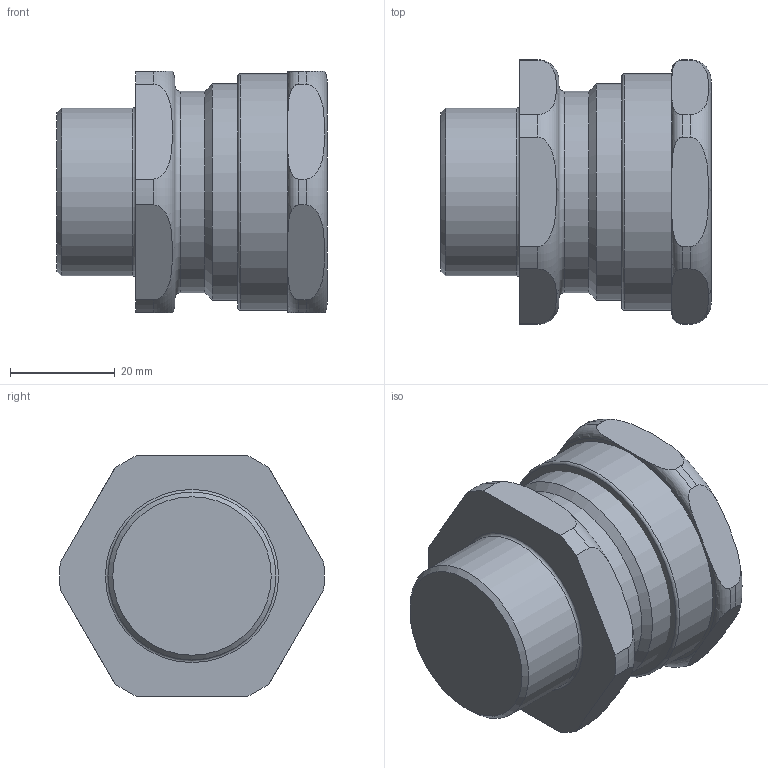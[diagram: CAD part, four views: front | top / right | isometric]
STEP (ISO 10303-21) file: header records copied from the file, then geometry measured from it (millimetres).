
FILE_DESCRIPTION(/* description */ (''),/* implementation_level */ '2;1');
FILE_NAME(/* name */ '501 421 C.stp',/* time_stamp */ '2019-08-02T11:02:50+06:00',/* author */ ('jgandhi'),/* organization */ (''),/* preprocessor_version */ 'ST-DEVELOPER v17',/* originating_system */ 'Autodesk Inventor 2018',/* authorisation */ '');
FILE_SCHEMA (('AUTOMOTIVE_DESIGN { 1 0 10303 214 3 1 1 }'));
Length unit declared in the file: millimetre
Products named in the file (1): 501_421
Bounding box: 51.5 x 50.47 x 46 mm (x, y, z)
Volume: 89160.6 mm3; surface area: 21624.4 mm2
Topology: 5 solids, 5 shells, 175 faces, 510 edges, 348 vertices
Faces by surface type: plane 75, torus 47, cylinder 29, cone 24
Full cylindrical faces by diameter (mm): 26.5 x1, 32 x1, 34.95 x1, 35.4 x2, 38.1 x1, 38.4 x1, 41.275 x1, 45.15 x1
Entity records: 6911 total; most frequent: CARTESIAN_POINT 2080, ORIENTED_EDGE 1020, DIRECTION 961, EDGE_CURVE 510, AXIS2_PLACEMENT_3D 397, VERTEX_POINT 348, CIRCLE 221, EDGE_LOOP 180
